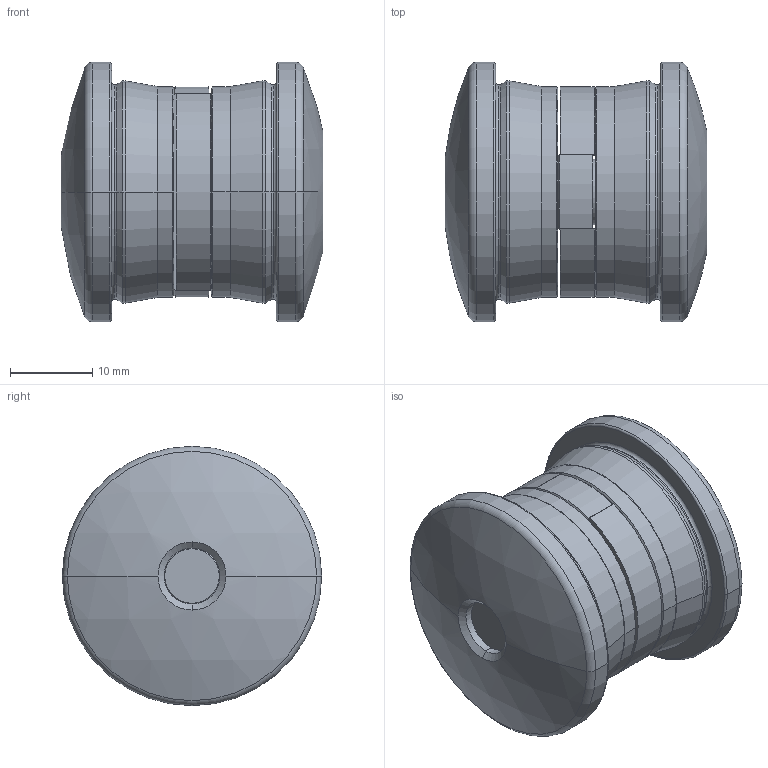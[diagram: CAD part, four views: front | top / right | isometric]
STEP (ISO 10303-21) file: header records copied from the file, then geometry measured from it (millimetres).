
FILE_DESCRIPTION (( 'STEP AP214' ), '1' );
FILE_NAME ('27mm x 20mm Std Rivet Kit(40RRI-0411-003-01).STEP', '2023-09-01T21:31:55', ( '' ), ( '' ), 'SwSTEP 2.0', 'SolidWorks 2020', '' );
FILE_SCHEMA (( 'AUTOMOTIVE_DESIGN' ));
Length unit declared in the file: millimetre
Products named in the file (1): 27mm x 20mm Std Rivet Kit(40RRI-0411-003-01)
Bounding box: 31.78 x 31.5 x 31.5 mm (x, y, z)
Volume: 17507.5 mm3; surface area: 7597.6 mm2
Topology: 3 solids, 3 shells, 114 faces, 243 edges, 136 vertices
Faces by surface type: cone 33, plane 28, cylinder 27, torus 22, sphere 4
Entity records: 3146 total; most frequent: DIRECTION 604, CARTESIAN_POINT 516, ORIENTED_EDGE 482, AXIS2_PLACEMENT_3D 256, EDGE_CURVE 241, CIRCLE 141, VERTEX_POINT 136, EDGE_LOOP 121
